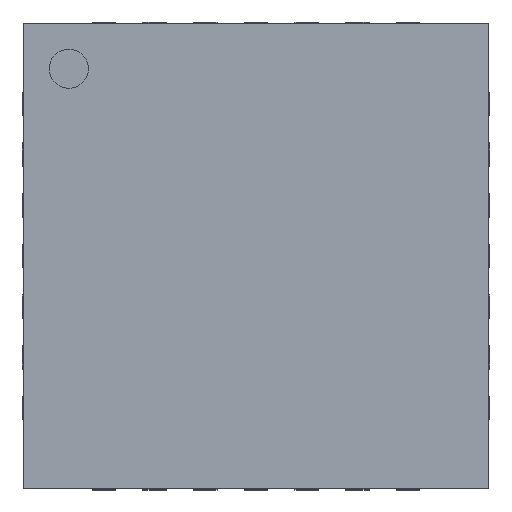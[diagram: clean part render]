
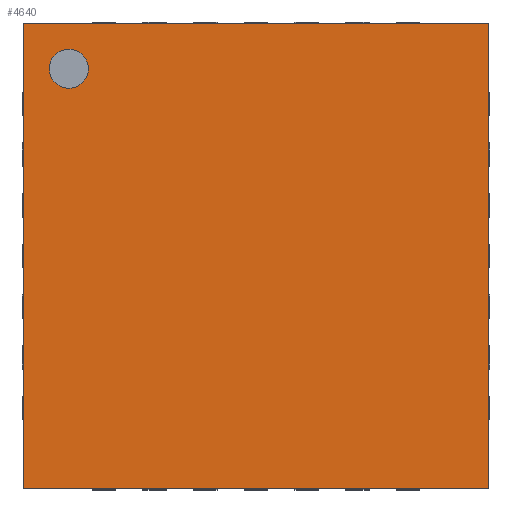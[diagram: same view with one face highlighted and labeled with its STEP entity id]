
A CAD part, top view. The second image highlights one B-rep face of the part: STEP entity #4640.
In plain terms, the highlighted planar face has unit normal (0, 0, 1).
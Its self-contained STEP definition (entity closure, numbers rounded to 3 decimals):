
#1160 = EDGE_CURVE('',#1161,#1163,#1165,.T.);
#1161 = VERTEX_POINT('',#1162);
#1162 = CARTESIAN_POINT('',(-2.985,2.985,0.78));
#1163 = VERTEX_POINT('',#1164);
#1164 = CARTESIAN_POINT('',(2.985,2.985,0.78));
#1165 = LINE('',#1166,#1167);
#1166 = CARTESIAN_POINT('',(-2.985,2.985,0.78));
#1167 = VECTOR('',#1168,1.);
#1168 = DIRECTION('',(1.,0.,0.));
#2040 = EDGE_CURVE('',#1163,#2041,#2043,.T.);
#2041 = VERTEX_POINT('',#2042);
#2042 = CARTESIAN_POINT('',(2.985,-2.985,0.78));
#2043 = LINE('',#2044,#2045);
#2044 = CARTESIAN_POINT('',(2.985,2.985,0.78));
#2045 = VECTOR('',#2046,1.);
#2046 = DIRECTION('',(0.,-1.,0.));
#2909 = EDGE_CURVE('',#2910,#2041,#2912,.T.);
#2910 = VERTEX_POINT('',#2911);
#2911 = CARTESIAN_POINT('',(-2.985,-2.985,0.78));
#2912 = LINE('',#2913,#2914);
#2913 = CARTESIAN_POINT('',(-2.985,-2.985,0.78));
#2914 = VECTOR('',#2915,1.);
#2915 = DIRECTION('',(1.,0.,0.));
#3782 = EDGE_CURVE('',#1161,#2910,#3783,.T.);
#3783 = LINE('',#3784,#3785);
#3784 = CARTESIAN_POINT('',(-2.985,2.985,0.78));
#3785 = VECTOR('',#3786,1.);
#3786 = DIRECTION('',(0.,-1.,0.));
#4640 = ADVANCED_FACE('',(#4641,#4647),#4658,.T.);
#4641 = FACE_BOUND('',#4642,.T.);
#4642 = EDGE_LOOP('',(#4643,#4644,#4645,#4646));
#4643 = ORIENTED_EDGE('',*,*,#1160,.F.);
#4644 = ORIENTED_EDGE('',*,*,#3782,.T.);
#4645 = ORIENTED_EDGE('',*,*,#2909,.T.);
#4646 = ORIENTED_EDGE('',*,*,#2040,.F.);
#4647 = FACE_BOUND('',#4648,.T.);
#4648 = EDGE_LOOP('',(#4649));
#4649 = ORIENTED_EDGE('',*,*,#4650,.T.);
#4650 = EDGE_CURVE('',#4651,#4651,#4653,.T.);
#4651 = VERTEX_POINT('',#4652);
#4652 = CARTESIAN_POINT('',(-2.4,2.15,0.78));
#4653 = CIRCLE('',#4654,0.25);
#4654 = AXIS2_PLACEMENT_3D('',#4655,#4656,#4657);
#4655 = CARTESIAN_POINT('',(-2.4,2.4,0.78));
#4656 = DIRECTION('',(-0.,0.,-1.));
#4657 = DIRECTION('',(0.,-1.,0.));
#4658 = PLANE('',#4659);
#4659 = AXIS2_PLACEMENT_3D('',#4660,#4661,#4662);
#4660 = CARTESIAN_POINT('',(-2.985,2.985,0.78));
#4661 = DIRECTION('',(0.,0.,1.));
#4662 = DIRECTION('',(0.,-1.,0.));
